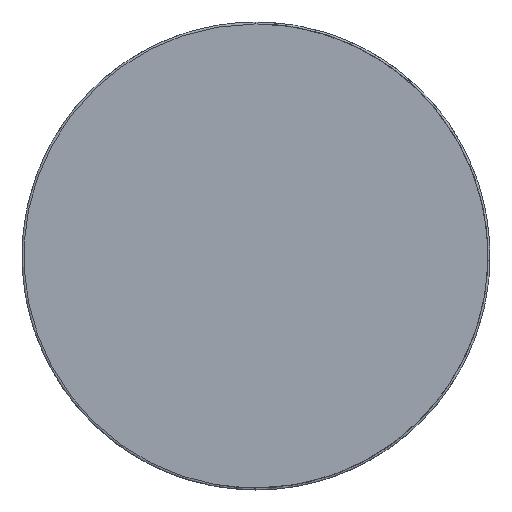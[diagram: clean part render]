
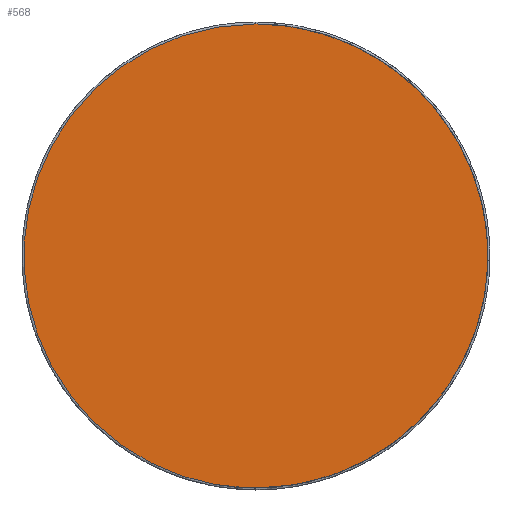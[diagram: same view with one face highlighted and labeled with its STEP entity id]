
A CAD part, top view. The second image highlights one B-rep face of the part: STEP entity #568.
In plain terms, the highlighted planar face has unit normal (0, 0, 1).
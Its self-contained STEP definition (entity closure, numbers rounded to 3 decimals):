
#568=ADVANCED_FACE('',(#959),#8598,.T.);
#959=FACE_OUTER_BOUND('',#1357,.T.);
#1357=EDGE_LOOP('',(#2321));
#2321=ORIENTED_EDGE('',*,*,#4098,.T.);
#4098=EDGE_CURVE('',#7100,#7100,#5464,.T.);
#5464=(
BOUNDED_CURVE()
B_SPLINE_CURVE(2,(#11577,#11578,#11579,#11580,#11581,#11582,#11583,#11584,
#11585),.UNSPECIFIED.,.T.,.F.)
B_SPLINE_CURVE_WITH_KNOTS((3,2,2,2,3),(0.,95.098,190.195,
285.293,380.39),.UNSPECIFIED.)
CURVE()
GEOMETRIC_REPRESENTATION_ITEM()
RATIONAL_B_SPLINE_CURVE((1.,0.707,1.,0.707,1.,0.707,
1.,0.707,1.))
REPRESENTATION_ITEM('')
);
#7100=VERTEX_POINT('',#11576);
#8598=PLANE('',#8794);
#8794=AXIS2_PLACEMENT_3D('',#11575,#8906,$);
#8906=DIRECTION('',(0.,0.,1.));
#11575=CARTESIAN_POINT('',(-61.752,17.248,39.346));
#11576=CARTESIAN_POINT('',(0.,139.541,39.346));
#11577=CARTESIAN_POINT('',(0.,139.541,39.346));
#11578=CARTESIAN_POINT('',(-60.541,139.541,39.346));
#11579=CARTESIAN_POINT('',(-60.541,79.,39.346));
#11580=CARTESIAN_POINT('',(-60.541,18.459,39.346));
#11581=CARTESIAN_POINT('',(0.,18.459,39.346));
#11582=CARTESIAN_POINT('',(60.541,18.459,39.346));
#11583=CARTESIAN_POINT('',(60.541,79.,39.346));
#11584=CARTESIAN_POINT('',(60.541,139.541,39.346));
#11585=CARTESIAN_POINT('',(0.,139.541,39.346));
